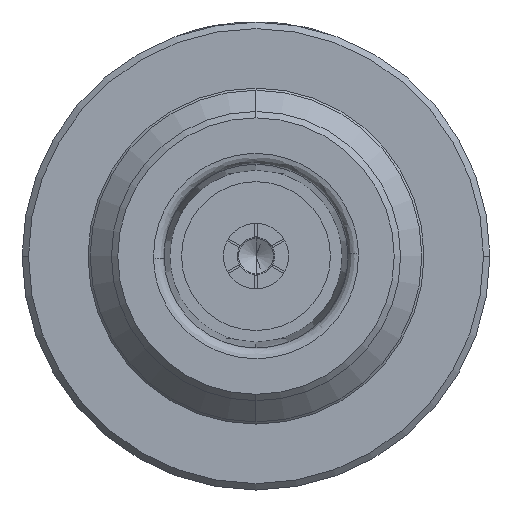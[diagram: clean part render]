
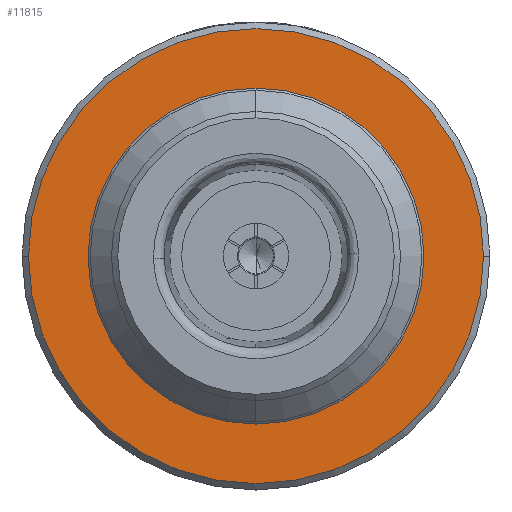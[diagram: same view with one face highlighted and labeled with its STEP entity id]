
A CAD part, left-side view. The second image highlights one B-rep face of the part: STEP entity #11815.
In plain terms, the highlighted planar face has unit normal (-1, 0, 0).
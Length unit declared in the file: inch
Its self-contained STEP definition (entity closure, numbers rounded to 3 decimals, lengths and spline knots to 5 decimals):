
#101 = EDGE_CURVE ( 'NONE', #7531, #8036, #4871, .T. ) ;
#220 = ORIENTED_EDGE ( 'NONE', *, *, #9899, .T. ) ;
#706 = VERTEX_POINT ( 'NONE', #10551 ) ;
#2130 = DIRECTION ( 'NONE',  ( 0., 1., 0. ) ) ;
#2372 = DIRECTION ( 'NONE',  ( -1., 0., 0. ) ) ;
#2729 = CARTESIAN_POINT ( 'NONE',  ( 0.5315, 0., 0.31102 ) ) ;
#3498 = EDGE_CURVE ( 'NONE', #706, #5533, #10307, .T. ) ;
#4132 = DIRECTION ( 'NONE',  ( 1., 0., 0. ) ) ;
#4362 = CARTESIAN_POINT ( 'NONE',  ( 0.5315, 0., 0. ) ) ;
#4484 = DIRECTION ( 'NONE',  ( 0., 0., 1. ) ) ;
#4581 = CARTESIAN_POINT ( 'NONE',  ( 0.5315, 0.42126, 0. ) ) ;
#4871 = CIRCLE ( 'NONE', #8688, 0.42126 ) ;
#5055 = CARTESIAN_POINT ( 'NONE',  ( 0.5315, 0., 0. ) ) ;
#5267 = DIRECTION ( 'NONE',  ( 0., 0., 1. ) ) ;
#5533 = VERTEX_POINT ( 'NONE', #2729 ) ;
#5677 = ORIENTED_EDGE ( 'NONE', *, *, #101, .F. ) ;
#5784 = EDGE_LOOP ( 'NONE', ( #220, #6558 ) ) ;
#6460 = CARTESIAN_POINT ( 'NONE',  ( 0.5315, 0., 0. ) ) ;
#6558 = ORIENTED_EDGE ( 'NONE', *, *, #3498, .T. ) ;
#6658 = CARTESIAN_POINT ( 'NONE',  ( 0.5315, 0., 0. ) ) ;
#7037 = AXIS2_PLACEMENT_3D ( 'NONE', #4362, #9906, #2130 ) ;
#7531 = VERTEX_POINT ( 'NONE', #4581 ) ;
#7714 = FACE_BOUND ( 'NONE', #5784, .T. ) ;
#8036 = VERTEX_POINT ( 'NONE', #11955 ) ;
#8688 = AXIS2_PLACEMENT_3D ( 'NONE', #5055, #4132, #13715 ) ;
#8728 = DIRECTION ( 'NONE',  ( 0., 0., 1. ) ) ;
#9035 = EDGE_LOOP ( 'NONE', ( #5677, #9134 ) ) ;
#9134 = ORIENTED_EDGE ( 'NONE', *, *, #10636, .F. ) ;
#9899 = EDGE_CURVE ( 'NONE', #5533, #706, #11732, .T. ) ;
#9906 = DIRECTION ( 'NONE',  ( 1., 0., 0. ) ) ;
#10307 = CIRCLE ( 'NONE', #10527, 0.31102 ) ;
#10527 = AXIS2_PLACEMENT_3D ( 'NONE', #6460, #10749, #5267 ) ;
#10551 = CARTESIAN_POINT ( 'NONE',  ( 0.5315, 0., -0.31102 ) ) ;
#10596 = AXIS2_PLACEMENT_3D ( 'NONE', #12800, #11953, #8728 ) ;
#10636 = EDGE_CURVE ( 'NONE', #8036, #7531, #11308, .T. ) ;
#10749 = DIRECTION ( 'NONE',  ( 1., 0., 0. ) ) ;
#10813 = FACE_OUTER_BOUND ( 'NONE', #9035, .T. ) ;
#10880 = PLANE ( 'NONE',  #12678 ) ;
#11308 = CIRCLE ( 'NONE', #7037, 0.42126 ) ;
#11732 = CIRCLE ( 'NONE', #10596, 0.31102 ) ;
#11815 = ADVANCED_FACE ( 'NONE', ( #7714, #10813 ), #10880, .T. ) ;
#11953 = DIRECTION ( 'NONE',  ( 1., 0., 0. ) ) ;
#11955 = CARTESIAN_POINT ( 'NONE',  ( 0.5315, -0.42126, 0. ) ) ;
#12678 = AXIS2_PLACEMENT_3D ( 'NONE', #6658, #2372, #4484 ) ;
#12800 = CARTESIAN_POINT ( 'NONE',  ( 0.5315, 0., 0. ) ) ;
#13715 = DIRECTION ( 'NONE',  ( 0., 1., 0. ) ) ;
